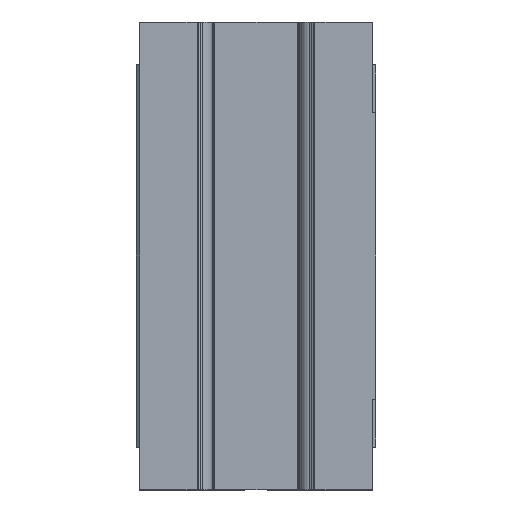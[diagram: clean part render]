
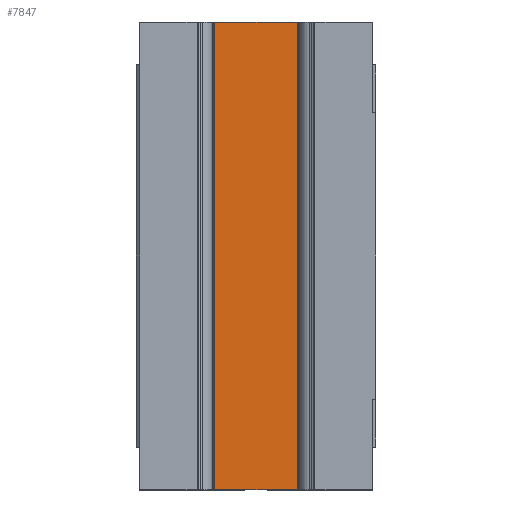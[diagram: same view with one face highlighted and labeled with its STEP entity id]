
A CAD part, front view. The second image highlights one B-rep face of the part: STEP entity #7847.
In plain terms, the highlighted planar face has unit normal (0, -1, 0).
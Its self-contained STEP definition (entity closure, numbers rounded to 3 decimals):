
#254 = CARTESIAN_POINT ( 'NONE',  ( -15.6, 18.7, -68.3 ) ) ;
#255 = DIRECTION ( 'NONE',  ( 0., 0., 1. ) ) ;
#260 = CARTESIAN_POINT ( 'NONE',  ( 15.6, 18.7, -68.3 ) ) ;
#273 = DIRECTION ( 'NONE',  ( 0., 0., 1. ) ) ;
#932 = CARTESIAN_POINT ( 'NONE',  ( 15.6, 18.7, 68.25 ) ) ;
#933 = DIRECTION ( 'NONE',  ( -1., 0., 0. ) ) ;
#1867 = EDGE_LOOP ( 'NONE', ( #17019, #17016, #17011, #17012 ) ) ;
#5914 = LINE ( 'NONE', #254, #5915 ) ;
#5915 = VECTOR ( 'NONE', #255, 1000. ) ;
#5925 = LINE ( 'NONE', #260, #5929 ) ;
#5929 = VECTOR ( 'NONE', #273, 1000. ) ;
#6124 = LINE ( 'NONE', #932, #6126 ) ;
#6126 = VECTOR ( 'NONE', #933, 1000. ) ;
#6481 = FACE_OUTER_BOUND ( 'NONE', #1867, .T. ) ;
#7067 = LINE ( 'NONE', #11113, #7078 ) ;
#7078 = VECTOR ( 'NONE', #11114, 1000. ) ;
#7847 = ADVANCED_FACE ( 'NONE', ( #6481 ), #18823, .F. ) ;
#11113 = CARTESIAN_POINT ( 'NONE',  ( 34., 18.7, -68.25 ) ) ;
#11114 = DIRECTION ( 'NONE',  ( -1., 0., 0. ) ) ;
#11765 = VERTEX_POINT ( 'NONE', #13003 ) ;
#11768 = VERTEX_POINT ( 'NONE', #13006 ) ;
#11879 = AXIS2_PLACEMENT_3D ( 'NONE', #18822, #18825, #18826 ) ;
#13003 = CARTESIAN_POINT ( 'NONE',  ( -15.6, 18.7, -68.25 ) ) ;
#13006 = CARTESIAN_POINT ( 'NONE',  ( 15.6, 18.7, -68.25 ) ) ;
#13196 = CARTESIAN_POINT ( 'NONE',  ( 15.6, 18.7, 68.25 ) ) ;
#13269 = CARTESIAN_POINT ( 'NONE',  ( -15.6, 18.7, 68.25 ) ) ;
#15147 = VERTEX_POINT ( 'NONE', #13196 ) ;
#15218 = VERTEX_POINT ( 'NONE', #13269 ) ;
#15625 = EDGE_CURVE ( 'NONE', #11768, #11765, #7067, .T. ) ;
#16004 = EDGE_CURVE ( 'NONE', #11765, #15218, #5914, .T. ) ;
#16012 = EDGE_CURVE ( 'NONE', #11768, #15147, #5925, .T. ) ;
#16152 = EDGE_CURVE ( 'NONE', #15147, #15218, #6124, .T. ) ;
#17011 = ORIENTED_EDGE ( 'NONE', *, *, #16004, .F. ) ;
#17012 = ORIENTED_EDGE ( 'NONE', *, *, #15625, .F. ) ;
#17016 = ORIENTED_EDGE ( 'NONE', *, *, #16152, .T. ) ;
#17019 = ORIENTED_EDGE ( 'NONE', *, *, #16012, .T. ) ;
#18822 = CARTESIAN_POINT ( 'NONE',  ( 15.6, 18.7, -68.3 ) ) ;
#18823 = PLANE ( 'NONE',  #11879 ) ;
#18825 = DIRECTION ( 'NONE',  ( 0., 1., 0. ) ) ;
#18826 = DIRECTION ( 'NONE',  ( 0., 0., 1. ) ) ;
